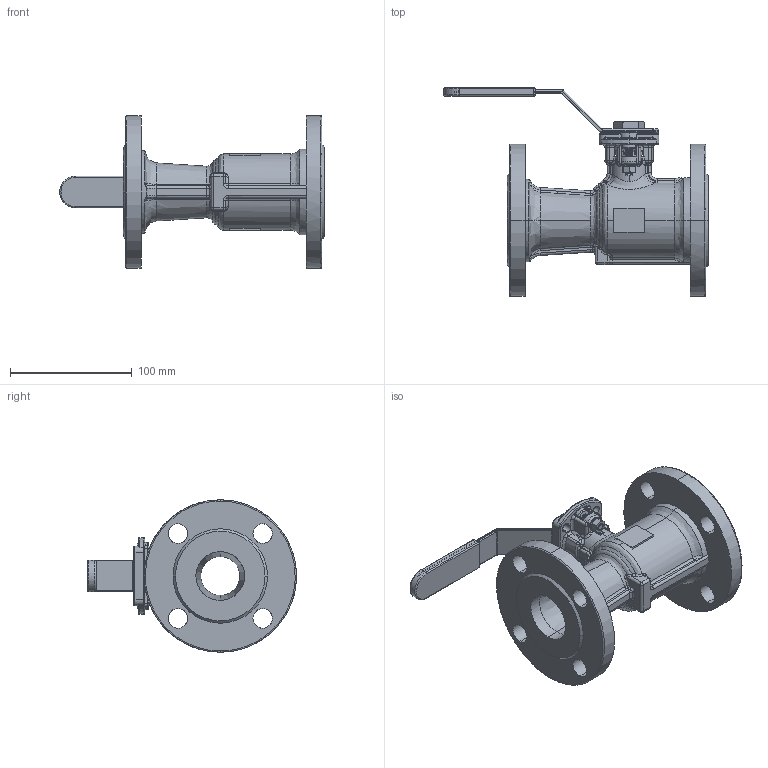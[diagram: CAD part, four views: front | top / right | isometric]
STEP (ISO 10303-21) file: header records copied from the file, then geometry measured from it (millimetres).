
FILE_DESCRIPTION (( 'STEP AP203' ), '1' );
FILE_NAME ('F9R-F1-0150_0.step', '2020-11-02T19:43:22', ( '' ), ( '' ), 'SwSTEP 2.0', 'SolidWorks 2019', '' );
FILE_SCHEMA (( 'CONFIG_CONTROL_DESIGN' ));
Length unit declared in the file: inch
Products named in the file (16): F9R-F1-0150 GLAND FLANGE; F9R-F1-0150 GLAND BUSHING; F9R-F1-0150 PACKING; F9R-F1-0150 GLAND LOCK WASHER; F9R-F1-0150 HANDLE SPACER; F9R-F1-0150 HANDLE; F9R-F1-0150 GLAND NUT; F9R-F1-0150 BELLEVILLE WASHER; F9R-F1-0150_0; F9R-F1-0150 GLAND BOLT; F9R-F1-0150 BODY; F9R-F1-0150 HANDLE COVER; F9R-F1-0150 STEM; F9R-F1-0150 STOP PLATE; F9R-F1-0150 HANDLE NUT; F9R-F1-0150 RETAINER
Assembly tree (18 placements, depth 2):
  F9R-F1-0150_0
    F9R-F1-0150 STEM
    F9R-F1-0150 HANDLE
    F9R-F1-0150 PACKING
    F9R-F1-0150 GLAND FLANGE
    F9R-F1-0150 STOP PLATE
    F9R-F1-0150 BELLEVILLE WASHER
    F9R-F1-0150 GLAND BUSHING
    F9R-F1-0150 GLAND BOLT  x2
    F9R-F1-0150 GLAND NUT  x2
    F9R-F1-0150 HANDLE SPACER
    F9R-F1-0150 HANDLE NUT
    F9R-F1-0150 HANDLE COVER
    F9R-F1-0150 BODY
    F9R-F1-0150 RETAINER
    F9R-F1-0150 GLAND LOCK WASHER  x2
Bounding box: 217 x 171.4 x 125 mm (x, y, z)
Volume: 561077.4 mm3; surface area: 168316.2 mm2
Topology: 21 solids, 21 shells, 1422 faces, 3652 edges, 2249 vertices
Faces by surface type: bspline 540, cylinder 528, plane 314, cone 40
Entity records: 183558 total; most frequent: CARTESIAN_POINT 154870, ORIENTED_EDGE 6676, DIRECTION 4217, EDGE_CURVE 3338, VERTEX_POINT 2066, AXIS2_PLACEMENT_3D 1544, EDGE_LOOP 1410, FACE_OUTER_BOUND 1323
